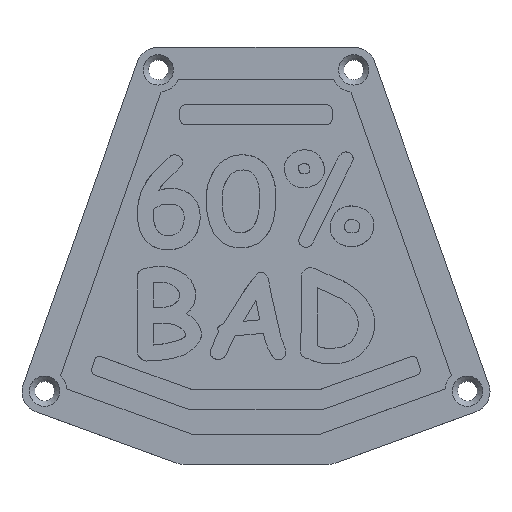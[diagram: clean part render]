
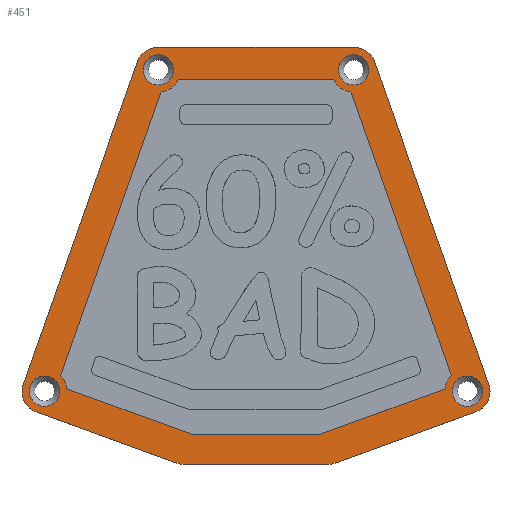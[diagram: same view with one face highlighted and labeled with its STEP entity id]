
A CAD part, top view. The second image highlights one B-rep face of the part: STEP entity #451.
In plain terms, the highlighted planar face has unit normal (0, 0, 1).
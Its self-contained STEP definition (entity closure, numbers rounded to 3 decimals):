
#32=CARTESIAN_POINT('',(-10.633,27.042,22.9));
#33=VERTEX_POINT('',#32);
#42=CARTESIAN_POINT('',(-21.846,-4.651,22.9));
#43=VERTEX_POINT('',#42);
#44=CARTESIAN_POINT('',(-21.846,-4.651,22.9));
#45=DIRECTION('',(0.334,0.943,0.));
#46=VECTOR('',#45,33.618);
#47=LINE('',#44,#46);
#48=EDGE_CURVE('',#43,#33,#47,.T.);
#72=CARTESIAN_POINT('',(8.676,28.425,22.9));
#73=VERTEX_POINT('',#72);
#82=CARTESIAN_POINT('',(-8.676,28.425,22.9));
#83=VERTEX_POINT('',#82);
#84=CARTESIAN_POINT('',(8.676,28.425,22.9));
#85=DIRECTION('',(-1.,-0.,0.));
#86=VECTOR('',#85,17.352);
#87=LINE('',#84,#86);
#88=EDGE_CURVE('',#73,#83,#87,.T.);
#112=CARTESIAN_POINT('',(7.358,-11.153,22.9));
#113=VERTEX_POINT('',#112);
#114=CARTESIAN_POINT('',(21.144,-6.136,22.9));
#115=VERTEX_POINT('',#114);
#116=CARTESIAN_POINT('',(7.358,-11.153,22.9));
#117=DIRECTION('',(0.94,0.342,0.));
#118=VECTOR('',#117,14.671);
#119=LINE('',#116,#118);
#120=EDGE_CURVE('',#113,#115,#119,.T.);
#152=CARTESIAN_POINT('',(10.633,27.042,22.9));
#153=VERTEX_POINT('',#152);
#154=CARTESIAN_POINT('',(21.845,-4.649,22.9));
#155=VERTEX_POINT('',#154);
#156=CARTESIAN_POINT('',(10.633,27.042,22.9));
#157=DIRECTION('',(0.334,-0.943,0.));
#158=VECTOR('',#157,33.616);
#159=LINE('',#156,#158);
#160=EDGE_CURVE('',#153,#155,#159,.T.);
#187=CARTESIAN_POINT('',(-0.,0.,22.9));
#188=DIRECTION('',(0.,0.,1.));
#189=DIRECTION('',(1.,0.,0.));
#190=AXIS2_PLACEMENT_3D('',#187,#188,#189);
#191=PLANE('',#190);
#192=CARTESIAN_POINT('',(10.921,29.525,22.9));
#193=DIRECTION('',(0.,0.,1.));
#194=DIRECTION('',(1.,0.,-0.));
#195=AXIS2_PLACEMENT_3D('',#192,#193,#194);
#196=CIRCLE('',#195,2.5);
#197=EDGE_CURVE('',#73,#153,#196,.T.);
#198=ORIENTED_EDGE('',*,*,#197,.T.);
#199=ORIENTED_EDGE('',*,*,#160,.T.);
#200=CARTESIAN_POINT('',(21.55,-5.013,22.9));
#201=VERTEX_POINT('',#200);
#202=CARTESIAN_POINT('',(23.632,-6.401,22.9));
#203=DIRECTION('',(0.,0.,1.));
#204=DIRECTION('',(1.,0.,-0.));
#205=AXIS2_PLACEMENT_3D('',#202,#203,#204);
#206=CIRCLE('',#205,2.502);
#207=EDGE_CURVE('',#155,#201,#206,.T.);
#208=ORIENTED_EDGE('',*,*,#207,.T.);
#209=CARTESIAN_POINT('',(21.551,-5.016,22.9));
#210=VERTEX_POINT('',#209);
#211=CARTESIAN_POINT('',(21.551,-5.016,22.9));
#212=DIRECTION('',(-0.334,0.943,0.));
#213=VECTOR('',#212,0.002);
#214=LINE('',#211,#213);
#215=EDGE_CURVE('',#210,#201,#214,.T.);
#216=ORIENTED_EDGE('',*,*,#215,.F.);
#217=CARTESIAN_POINT('',(21.24,-5.675,22.9));
#218=VERTEX_POINT('',#217);
#219=CARTESIAN_POINT('',(23.632,-6.401,22.9));
#220=DIRECTION('',(0.,0.,1.));
#221=DIRECTION('',(1.,0.,-0.));
#222=AXIS2_PLACEMENT_3D('',#219,#220,#221);
#223=CIRCLE('',#222,2.5);
#224=EDGE_CURVE('',#210,#218,#223,.T.);
#225=ORIENTED_EDGE('',*,*,#224,.T.);
#226=CARTESIAN_POINT('',(21.237,-5.676,22.9));
#227=VERTEX_POINT('',#226);
#228=CARTESIAN_POINT('',(21.237,-5.676,22.9));
#229=DIRECTION('',(0.94,0.342,0.));
#230=VECTOR('',#229,0.002);
#231=LINE('',#228,#230);
#232=EDGE_CURVE('',#227,#218,#231,.T.);
#233=ORIENTED_EDGE('',*,*,#232,.F.);
#234=CARTESIAN_POINT('',(23.632,-6.401,22.9));
#235=DIRECTION('',(0.,0.,1.));
#236=DIRECTION('',(1.,0.,-0.));
#237=AXIS2_PLACEMENT_3D('',#234,#235,#236);
#238=CIRCLE('',#237,2.502);
#239=EDGE_CURVE('',#227,#115,#238,.T.);
#240=ORIENTED_EDGE('',*,*,#239,.T.);
#241=ORIENTED_EDGE('',*,*,#120,.F.);
#242=CARTESIAN_POINT('',(7.144,-11.191,22.9));
#243=VERTEX_POINT('',#242);
#244=CARTESIAN_POINT('',(7.144,-10.566,22.9));
#245=DIRECTION('',(0.,0.,1.));
#246=DIRECTION('',(1.,0.,-0.));
#247=AXIS2_PLACEMENT_3D('',#244,#245,#246);
#248=CIRCLE('',#247,0.625);
#249=EDGE_CURVE('',#243,#113,#248,.T.);
#250=ORIENTED_EDGE('',*,*,#249,.F.);
#251=CARTESIAN_POINT('',(-7.144,-11.191,22.9));
#252=VERTEX_POINT('',#251);
#253=CARTESIAN_POINT('',(-7.144,-11.191,22.9));
#254=DIRECTION('',(1.,0.,0.));
#255=VECTOR('',#254,14.288);
#256=LINE('',#253,#255);
#257=EDGE_CURVE('',#252,#243,#256,.T.);
#258=ORIENTED_EDGE('',*,*,#257,.F.);
#259=CARTESIAN_POINT('',(-7.358,-11.153,22.9));
#260=VERTEX_POINT('',#259);
#261=CARTESIAN_POINT('',(-7.144,-10.566,22.9));
#262=DIRECTION('',(0.,0.,1.));
#263=DIRECTION('',(1.,0.,-0.));
#264=AXIS2_PLACEMENT_3D('',#261,#262,#263);
#265=CIRCLE('',#264,0.625);
#266=EDGE_CURVE('',#260,#252,#265,.T.);
#267=ORIENTED_EDGE('',*,*,#266,.F.);
#268=CARTESIAN_POINT('',(-21.146,-6.135,22.9));
#269=VERTEX_POINT('',#268);
#270=CARTESIAN_POINT('',(-21.146,-6.135,22.9));
#271=DIRECTION('',(0.94,-0.342,0.));
#272=VECTOR('',#271,14.673);
#273=LINE('',#270,#272);
#274=EDGE_CURVE('',#269,#260,#273,.T.);
#275=ORIENTED_EDGE('',*,*,#274,.F.);
#276=CARTESIAN_POINT('',(-23.632,-6.401,22.9));
#277=DIRECTION('',(0.,0.,1.));
#278=DIRECTION('',(1.,0.,-0.));
#279=AXIS2_PLACEMENT_3D('',#276,#277,#278);
#280=CIRCLE('',#279,2.5);
#281=EDGE_CURVE('',#269,#43,#280,.T.);
#282=ORIENTED_EDGE('',*,*,#281,.T.);
#283=ORIENTED_EDGE('',*,*,#48,.T.);
#284=CARTESIAN_POINT('',(-10.921,29.525,22.9));
#285=DIRECTION('',(0.,0.,1.));
#286=DIRECTION('',(1.,0.,-0.));
#287=AXIS2_PLACEMENT_3D('',#284,#285,#286);
#288=CIRCLE('',#287,2.5);
#289=EDGE_CURVE('',#33,#83,#288,.T.);
#290=ORIENTED_EDGE('',*,*,#289,.T.);
#291=ORIENTED_EDGE('',*,*,#88,.F.);
#292=EDGE_LOOP('',(#198,#199,#208,#216,#225,#233,#240,#241,#250,#258,#267,#275,#282,#283,#290,#291));
#293=FACE_BOUND('',#292,.T.);
#294=CARTESIAN_POINT('',(13.254,30.426,22.9));
#295=VERTEX_POINT('',#294);
#296=CARTESIAN_POINT('',(10.991,32.025,22.9));
#297=VERTEX_POINT('',#296);
#298=CARTESIAN_POINT('',(10.991,29.625,22.9));
#299=DIRECTION('',(0.,0.,1.));
#300=DIRECTION('',(1.,0.,-0.));
#301=AXIS2_PLACEMENT_3D('',#298,#299,#300);
#302=CIRCLE('',#301,2.4);
#303=EDGE_CURVE('',#295,#297,#302,.T.);
#304=ORIENTED_EDGE('',*,*,#303,.T.);
#305=CARTESIAN_POINT('',(-10.991,32.025,22.9));
#306=VERTEX_POINT('',#305);
#307=CARTESIAN_POINT('',(-10.991,32.025,22.9));
#308=DIRECTION('',(1.,0.,-0.));
#309=VECTOR('',#308,21.983);
#310=LINE('',#307,#309);
#311=EDGE_CURVE('',#306,#297,#310,.T.);
#312=ORIENTED_EDGE('',*,*,#311,.F.);
#313=CARTESIAN_POINT('',(-13.254,30.426,22.9));
#314=VERTEX_POINT('',#313);
#315=CARTESIAN_POINT('',(-10.991,29.625,22.9));
#316=DIRECTION('',(0.,0.,1.));
#317=DIRECTION('',(1.,0.,-0.));
#318=AXIS2_PLACEMENT_3D('',#315,#316,#317);
#319=CIRCLE('',#318,2.4);
#320=EDGE_CURVE('',#306,#314,#319,.T.);
#321=ORIENTED_EDGE('',*,*,#320,.T.);
#322=CARTESIAN_POINT('',(-26.022,-5.66,22.9));
#323=VERTEX_POINT('',#322);
#324=CARTESIAN_POINT('',(-13.254,30.426,22.9));
#325=DIRECTION('',(-0.334,-0.943,0.));
#326=VECTOR('',#325,38.278);
#327=LINE('',#324,#326);
#328=EDGE_CURVE('',#314,#323,#327,.T.);
#329=ORIENTED_EDGE('',*,*,#328,.T.);
#330=CARTESIAN_POINT('',(-26.159,-6.461,22.9));
#331=VERTEX_POINT('',#330);
#332=CARTESIAN_POINT('',(-23.759,-6.461,22.9));
#333=DIRECTION('',(0.,0.,1.));
#334=DIRECTION('',(1.,0.,-0.));
#335=AXIS2_PLACEMENT_3D('',#332,#333,#334);
#336=CIRCLE('',#335,2.4);
#337=EDGE_CURVE('',#323,#331,#336,.T.);
#338=ORIENTED_EDGE('',*,*,#337,.T.);
#339=CARTESIAN_POINT('',(-24.58,-8.716,22.9));
#340=VERTEX_POINT('',#339);
#341=CARTESIAN_POINT('',(-23.759,-6.461,22.9));
#342=DIRECTION('',(0.,0.,1.));
#343=DIRECTION('',(1.,0.,-0.));
#344=AXIS2_PLACEMENT_3D('',#341,#342,#343);
#345=CIRCLE('',#344,2.4);
#346=EDGE_CURVE('',#331,#340,#345,.T.);
#347=ORIENTED_EDGE('',*,*,#346,.T.);
#348=CARTESIAN_POINT('',(-8.853,-14.44,22.9));
#349=VERTEX_POINT('',#348);
#350=CARTESIAN_POINT('',(-8.853,-14.44,22.9));
#351=DIRECTION('',(-0.94,0.342,0.));
#352=VECTOR('',#351,16.737);
#353=LINE('',#350,#352);
#354=EDGE_CURVE('',#349,#340,#353,.T.);
#355=ORIENTED_EDGE('',*,*,#354,.F.);
#356=CARTESIAN_POINT('',(-7.998,-14.591,22.9));
#357=VERTEX_POINT('',#356);
#358=CARTESIAN_POINT('',(-7.998,-12.091,22.9));
#359=DIRECTION('',(0.,0.,1.));
#360=DIRECTION('',(1.,0.,-0.));
#361=AXIS2_PLACEMENT_3D('',#358,#359,#360);
#362=CIRCLE('',#361,2.5);
#363=EDGE_CURVE('',#349,#357,#362,.T.);
#364=ORIENTED_EDGE('',*,*,#363,.T.);
#365=CARTESIAN_POINT('',(7.998,-14.591,22.9));
#366=VERTEX_POINT('',#365);
#367=CARTESIAN_POINT('',(7.998,-14.591,22.9));
#368=DIRECTION('',(-1.,0.,0.));
#369=VECTOR('',#368,15.995);
#370=LINE('',#367,#369);
#371=EDGE_CURVE('',#366,#357,#370,.T.);
#372=ORIENTED_EDGE('',*,*,#371,.F.);
#373=CARTESIAN_POINT('',(8.853,-14.44,22.9));
#374=VERTEX_POINT('',#373);
#375=CARTESIAN_POINT('',(7.998,-12.091,22.9));
#376=DIRECTION('',(0.,0.,1.));
#377=DIRECTION('',(1.,0.,-0.));
#378=AXIS2_PLACEMENT_3D('',#375,#376,#377);
#379=CIRCLE('',#378,2.5);
#380=EDGE_CURVE('',#366,#374,#379,.T.);
#381=ORIENTED_EDGE('',*,*,#380,.T.);
#382=CARTESIAN_POINT('',(24.58,-8.716,22.9));
#383=VERTEX_POINT('',#382);
#384=CARTESIAN_POINT('',(8.853,-14.44,22.9));
#385=DIRECTION('',(0.94,0.342,0.));
#386=VECTOR('',#385,16.737);
#387=LINE('',#384,#386);
#388=EDGE_CURVE('',#374,#383,#387,.T.);
#389=ORIENTED_EDGE('',*,*,#388,.T.);
#390=CARTESIAN_POINT('',(26.022,-5.66,22.9));
#391=VERTEX_POINT('',#390);
#392=CARTESIAN_POINT('',(23.759,-6.461,22.9));
#393=DIRECTION('',(0.,0.,1.));
#394=DIRECTION('',(1.,0.,-0.));
#395=AXIS2_PLACEMENT_3D('',#392,#393,#394);
#396=CIRCLE('',#395,2.4);
#397=EDGE_CURVE('',#383,#391,#396,.T.);
#398=ORIENTED_EDGE('',*,*,#397,.T.);
#399=CARTESIAN_POINT('',(13.254,30.426,22.9));
#400=DIRECTION('',(0.334,-0.943,0.));
#401=VECTOR('',#400,38.278);
#402=LINE('',#399,#401);
#403=EDGE_CURVE('',#295,#391,#402,.T.);
#404=ORIENTED_EDGE('',*,*,#403,.F.);
#405=EDGE_LOOP('',(#304,#312,#321,#329,#338,#347,#355,#364,#372,#381,#389,#398,#404));
#406=FACE_BOUND('',#405,.T.);
#407=CARTESIAN_POINT('',(-9.221,29.525,22.9));
#408=VERTEX_POINT('',#407);
#409=CARTESIAN_POINT('',(-10.921,29.525,22.9));
#410=DIRECTION('',(-0.,-0.,-1.));
#411=DIRECTION('',(1.,0.,-0.));
#412=AXIS2_PLACEMENT_3D('',#409,#410,#411);
#413=CIRCLE('',#412,1.7);
#414=EDGE_CURVE('',#408,#408,#413,.T.);
#415=ORIENTED_EDGE('',*,*,#414,.T.);
#416=EDGE_LOOP('',(#415));
#417=FACE_BOUND('',#416,.T.);
#418=CARTESIAN_POINT('',(-21.932,-6.401,22.9));
#419=VERTEX_POINT('',#418);
#420=CARTESIAN_POINT('',(-23.632,-6.401,22.9));
#421=DIRECTION('',(-0.,-0.,-1.));
#422=DIRECTION('',(1.,0.,-0.));
#423=AXIS2_PLACEMENT_3D('',#420,#421,#422);
#424=CIRCLE('',#423,1.7);
#425=EDGE_CURVE('',#419,#419,#424,.T.);
#426=ORIENTED_EDGE('',*,*,#425,.T.);
#427=EDGE_LOOP('',(#426));
#428=FACE_BOUND('',#427,.T.);
#429=CARTESIAN_POINT('',(25.332,-6.401,22.9));
#430=VERTEX_POINT('',#429);
#431=CARTESIAN_POINT('',(23.632,-6.401,22.9));
#432=DIRECTION('',(-0.,-0.,-1.));
#433=DIRECTION('',(1.,0.,-0.));
#434=AXIS2_PLACEMENT_3D('',#431,#432,#433);
#435=CIRCLE('',#434,1.7);
#436=EDGE_CURVE('',#430,#430,#435,.T.);
#437=ORIENTED_EDGE('',*,*,#436,.T.);
#438=EDGE_LOOP('',(#437));
#439=FACE_BOUND('',#438,.T.);
#440=CARTESIAN_POINT('',(12.621,29.525,22.9));
#441=VERTEX_POINT('',#440);
#442=CARTESIAN_POINT('',(10.921,29.525,22.9));
#443=DIRECTION('',(-0.,-0.,-1.));
#444=DIRECTION('',(1.,0.,-0.));
#445=AXIS2_PLACEMENT_3D('',#442,#443,#444);
#446=CIRCLE('',#445,1.7);
#447=EDGE_CURVE('',#441,#441,#446,.T.);
#448=ORIENTED_EDGE('',*,*,#447,.T.);
#449=EDGE_LOOP('',(#448));
#450=FACE_BOUND('',#449,.T.);
#451=ADVANCED_FACE('',(#293,#406,#417,#428,#439,#450),#191,.T.);
